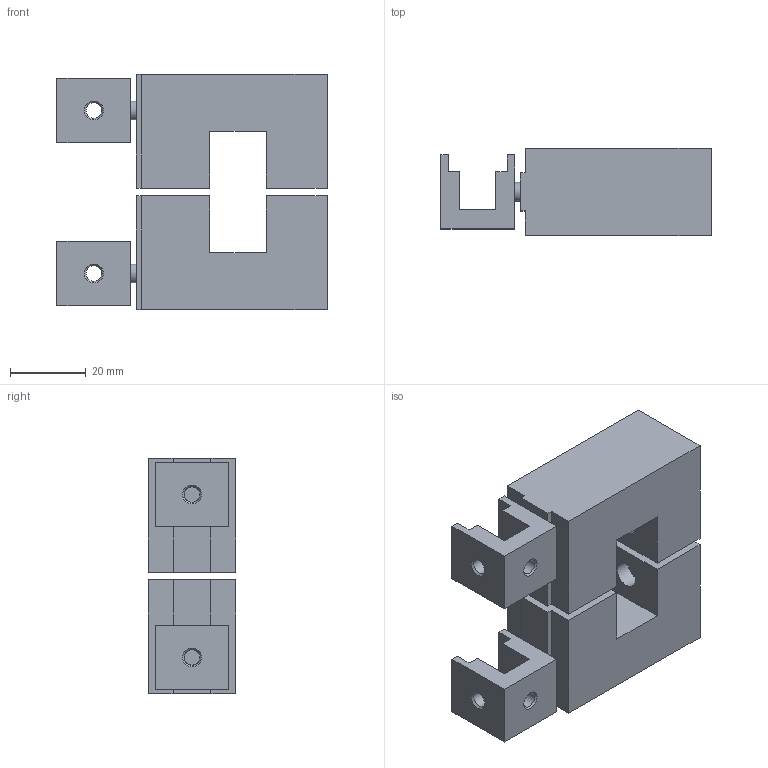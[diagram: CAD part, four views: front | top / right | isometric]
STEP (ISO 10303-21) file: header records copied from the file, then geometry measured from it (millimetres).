
FILE_DESCRIPTION( ( 'STEP AP203' ), ' ' );
FILE_NAME( '3079.000.stp', '2017-10-04T15:02:57', ( '' ), ( '' ), ' ', 'PARTsolutions', ' ' );
FILE_SCHEMA( ( 'CONFIG_CONTROL_DESIGN' ) );
Length unit declared in the file: millimetre
Products named in the file (3): 3079.000; _3079.000_P1; _3079.000_P2
Assembly tree (4 placements, depth 2):
  3079.000
    _3079.000_P1  x2
    _3079.000_P2  x2
Bounding box: 71.3 x 23 x 62 mm (x, y, z)
Volume: 63669 mm3; surface area: 23106.7 mm2
Topology: 4 solids, 4 shells, 108 faces, 238 edges, 154 vertices
Faces by surface type: plane 72, cylinder 22, cone 14
Full cylindrical faces by diameter (mm): 4.134 x6, 5 x2, 6 x2, 6.647 x2, 8 x2, 8.5 x2, 9 x4, 9.5 x2
Entity records: 1522 total; most frequent: DIRECTION 248, CARTESIAN_POINT 237, ORIENTED_EDGE 202, EDGE_CURVE 101, AXIS2_PLACEMENT_3D 88, EDGE_LOOP 86, VERTEX_POINT 77, LINE 72
